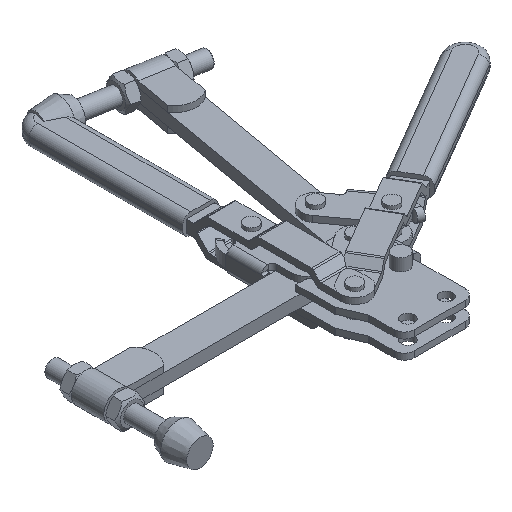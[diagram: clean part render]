
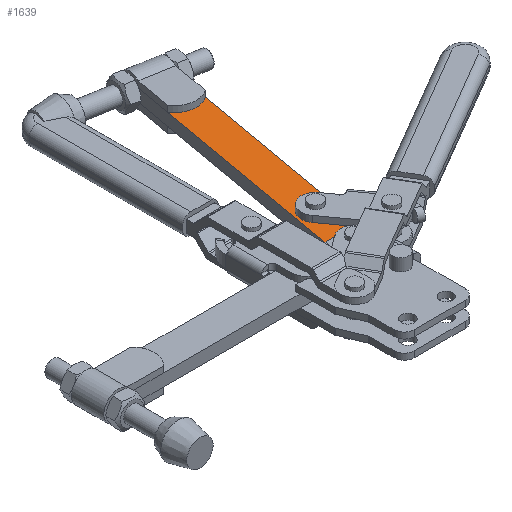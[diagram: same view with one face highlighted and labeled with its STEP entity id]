
A CAD part, isometric view. The second image highlights one B-rep face of the part: STEP entity #1639.
In plain terms, the highlighted planar face has unit normal (0, 0, 1).
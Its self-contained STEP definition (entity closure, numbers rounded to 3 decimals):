
#482=CARTESIAN_POINT('',(55.634,139.307,3.0));
#483=VERTEX_POINT('',#482);
#872=CARTESIAN_POINT('',(39.877,142.086,3.));
#873=VERTEX_POINT('',#872);
#1549=CARTESIAN_POINT('',(23.287,48.,3.));
#1550=VERTEX_POINT('',#1549);
#1557=CARTESIAN_POINT('',(23.287,48.,3.));
#1558=DIRECTION('',(0.174,0.985,0.));
#1559=VECTOR('',#1558,95.537);
#1560=LINE('',#1557,#1559);
#1561=EDGE_CURVE('',#1550,#873,#1560,.T.);
#1568=CARTESIAN_POINT('',(30.,40.,3.));
#1569=DIRECTION('',(0.0,0.0,-1.0));
#1570=DIRECTION('',(-0.174,-0.985,0.0));
#1571=AXIS2_PLACEMENT_3D('',#1568,#1569,#1570);
#1572=PLANE('',#1571);
#1573=CARTESIAN_POINT('',(49.039,147.977,3.));
#1574=DIRECTION('',(0.,0.,-1.));
#1575=DIRECTION('',(-0.841,-0.541,0.));
#1576=AXIS2_PLACEMENT_3D('',#1573,#1574,#1575);
#1577=CIRCLE('',#1576,10.893);
#1578=EDGE_CURVE('',#483,#873,#1577,.T.);
#1579=ORIENTED_EDGE('',*,*,#1578,.T.);
#1580=ORIENTED_EDGE('',*,*,#1561,.F.);
#1581=CARTESIAN_POINT('',(30.,48.,3.));
#1582=VERTEX_POINT('',#1581);
#1583=CARTESIAN_POINT('',(23.287,48.,3.));
#1584=DIRECTION('',(1.0,0.0,0.0));
#1585=VECTOR('',#1584,6.713);
#1586=LINE('',#1583,#1585);
#1587=EDGE_CURVE('',#1550,#1582,#1586,.T.);
#1588=ORIENTED_EDGE('',*,*,#1587,.T.);
#1589=CARTESIAN_POINT('',(37.878,38.611,3.));
#1590=VERTEX_POINT('',#1589);
#1591=CARTESIAN_POINT('',(30.0,40.0,3.));
#1592=DIRECTION('',(0.0,0.0,-1.0));
#1593=DIRECTION('',(0.0,1.0,0.0));
#1594=AXIS2_PLACEMENT_3D('',#1591,#1592,#1593);
#1595=CIRCLE('',#1594,8.);
#1596=EDGE_CURVE('',#1582,#1590,#1595,.T.);
#1597=ORIENTED_EDGE('',*,*,#1596,.T.);
#1598=CARTESIAN_POINT('',(39.009,45.023,3.));
#1599=VERTEX_POINT('',#1598);
#1600=CARTESIAN_POINT('',(39.009,45.023,3.));
#1601=DIRECTION('',(-0.174,-0.985,0.0));
#1602=VECTOR('',#1601,6.511);
#1603=LINE('',#1600,#1602);
#1604=EDGE_CURVE('',#1599,#1590,#1603,.T.);
#1605=ORIENTED_EDGE('',*,*,#1604,.F.);
#1606=CARTESIAN_POINT('',(28.499,59.528,3.));
#1607=VERTEX_POINT('',#1606);
#1608=CARTESIAN_POINT('',(28.499,59.528,3.));
#1609=DIRECTION('',(0.587,-0.81,0.));
#1610=VECTOR('',#1609,17.913);
#1611=LINE('',#1608,#1610);
#1612=EDGE_CURVE('',#1607,#1599,#1611,.T.);
#1613=ORIENTED_EDGE('',*,*,#1612,.F.);
#1614=CARTESIAN_POINT('',(39.836,67.743,3.0));
#1615=VERTEX_POINT('',#1614);
#1616=CARTESIAN_POINT('',(34.168,63.635,3.));
#1617=DIRECTION('',(0.,0.,1.0));
#1618=DIRECTION('',(0.81,0.587,0.));
#1619=AXIS2_PLACEMENT_3D('',#1616,#1617,#1618);
#1620=CIRCLE('',#1619,7.);
#1621=EDGE_CURVE('',#1615,#1607,#1620,.T.);
#1622=ORIENTED_EDGE('',*,*,#1621,.F.);
#1623=CARTESIAN_POINT('',(42.393,64.214,3.0));
#1624=VERTEX_POINT('',#1623);
#1625=CARTESIAN_POINT('',(42.393,64.214,3.0));
#1626=DIRECTION('',(-0.587,0.81,0.0));
#1627=VECTOR('',#1626,4.358);
#1628=LINE('',#1625,#1627);
#1629=EDGE_CURVE('',#1624,#1615,#1628,.T.);
#1630=ORIENTED_EDGE('',*,*,#1629,.F.);
#1631=CARTESIAN_POINT('',(55.634,139.307,3.0));
#1632=DIRECTION('',(-0.174,-0.985,0.));
#1633=VECTOR('',#1632,76.252);
#1634=LINE('',#1631,#1633);
#1635=EDGE_CURVE('',#483,#1624,#1634,.T.);
#1636=ORIENTED_EDGE('',*,*,#1635,.F.);
#1637=EDGE_LOOP('',(#1579,#1580,#1588,#1597,#1605,#1613,#1622,#1630,#1636));
#1638=FACE_OUTER_BOUND('',#1637,.T.);
#1639=ADVANCED_FACE('',(#1638),#1572,.F.);
